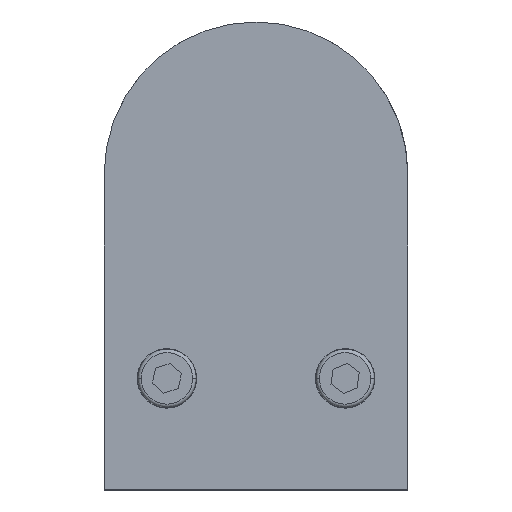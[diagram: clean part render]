
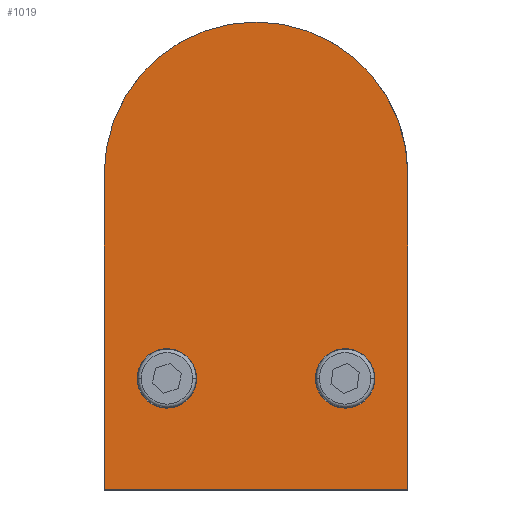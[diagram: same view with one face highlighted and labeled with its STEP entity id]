
A CAD part, top view. The second image highlights one B-rep face of the part: STEP entity #1019.
In plain terms, the highlighted planar face has unit normal (0, 0, 1).
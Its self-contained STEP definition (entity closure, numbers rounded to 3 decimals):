
#90 = ORIENTED_EDGE ( 'NONE', *, *, #2509, .F. ) ;
#142 = EDGE_CURVE ( 'NONE', #2708, #2574, #1401, .T. ) ;
#235 = AXIS2_PLACEMENT_3D ( 'NONE', #1558, #766, #1812 ) ;
#262 = CARTESIAN_POINT ( 'NONE',  ( 23., 57., 14.25 ) ) ;
#264 = VERTEX_POINT ( 'NONE', #492 ) ;
#277 = PLANE ( 'NONE',  #235 ) ;
#300 = VERTEX_POINT ( 'NONE', #2340 ) ;
#301 = ORIENTED_EDGE ( 'NONE', *, *, #2939, .T. ) ;
#353 = CARTESIAN_POINT ( 'NONE',  ( 9., 26., 14.25 ) ) ;
#407 = DIRECTION ( 'NONE',  ( 0., 0., 1. ) ) ;
#492 = CARTESIAN_POINT ( 'NONE',  ( -18., 26., 14.25 ) ) ;
#626 = VECTOR ( 'NONE', #2037, 1000. ) ;
#675 = CARTESIAN_POINT ( 'NONE',  ( 18., 26., 14.25 ) ) ;
#722 = CARTESIAN_POINT ( 'NONE',  ( 23., 0., 14.25 ) ) ;
#766 = DIRECTION ( 'NONE',  ( 0., 0., 1. ) ) ;
#779 = FACE_OUTER_BOUND ( 'NONE', #2079, .T. ) ;
#898 = CIRCLE ( 'NONE', #2820, 4.5 ) ;
#954 = EDGE_CURVE ( 'NONE', #264, #2858, #1338, .T. ) ;
#1019 = ADVANCED_FACE ( 'NONE', ( #3124, #1800, #779 ), #277, .T. ) ;
#1036 = EDGE_CURVE ( 'NONE', #2530, #300, #1272, .T. ) ;
#1151 = ORIENTED_EDGE ( 'NONE', *, *, #2674, .T. ) ;
#1168 = CARTESIAN_POINT ( 'NONE',  ( 13.5, 26., 14.25 ) ) ;
#1209 = ORIENTED_EDGE ( 'NONE', *, *, #2233, .F. ) ;
#1227 = AXIS2_PLACEMENT_3D ( 'NONE', #1643, #1884, #2394 ) ;
#1272 = LINE ( 'NONE', #2329, #2225 ) ;
#1288 = DIRECTION ( 'NONE',  ( 0., 0., 1. ) ) ;
#1309 = DIRECTION ( 'NONE',  ( -1., 0., 0. ) ) ;
#1338 = CIRCLE ( 'NONE', #3373, 4.5 ) ;
#1382 = CIRCLE ( 'NONE', #3136, 23. ) ;
#1401 = CIRCLE ( 'NONE', #3328, 4.5 ) ;
#1427 = CARTESIAN_POINT ( 'NONE',  ( -13.5, 26., 14.25 ) ) ;
#1463 = DIRECTION ( 'NONE',  ( 1., 0., 0. ) ) ;
#1480 = ORIENTED_EDGE ( 'NONE', *, *, #142, .F. ) ;
#1522 = LINE ( 'NONE', #722, #626 ) ;
#1546 = CARTESIAN_POINT ( 'NONE',  ( 45.1, 9.142, 14.25 ) ) ;
#1558 = CARTESIAN_POINT ( 'NONE',  ( 0., 57., 14.25 ) ) ;
#1562 = LINE ( 'NONE', #1546, #3080 ) ;
#1643 = CARTESIAN_POINT ( 'NONE',  ( 13.5, 26., 14.25 ) ) ;
#1714 = DIRECTION ( 'NONE',  ( 0., 0., 1. ) ) ;
#1726 = DIRECTION ( 'NONE',  ( 1., 0., 0. ) ) ;
#1748 = ORIENTED_EDGE ( 'NONE', *, *, #1036, .T. ) ;
#1800 = FACE_BOUND ( 'NONE', #2849, .T. ) ;
#1812 = DIRECTION ( 'NONE',  ( 1., 0., 0. ) ) ;
#1884 = DIRECTION ( 'NONE',  ( 0., 0., 1. ) ) ;
#2015 = ORIENTED_EDGE ( 'NONE', *, *, #954, .F. ) ;
#2037 = DIRECTION ( 'NONE',  ( 0., 1., 0. ) ) ;
#2079 = EDGE_LOOP ( 'NONE', ( #1209, #301, #1151, #1748 ) ) ;
#2189 = CARTESIAN_POINT ( 'NONE',  ( -23., 57., 14.25 ) ) ;
#2221 = DIRECTION ( 'NONE',  ( 0., 0., 1. ) ) ;
#2225 = VECTOR ( 'NONE', #2860, 1000. ) ;
#2233 = EDGE_CURVE ( 'NONE', #2596, #300, #1562, .T. ) ;
#2329 = CARTESIAN_POINT ( 'NONE',  ( -23., 0., 14.25 ) ) ;
#2340 = CARTESIAN_POINT ( 'NONE',  ( -23., 9.142, 14.25 ) ) ;
#2393 = DIRECTION ( 'NONE',  ( 1., 0., 0. ) ) ;
#2394 = DIRECTION ( 'NONE',  ( 1., 0., 0. ) ) ;
#2407 = VERTEX_POINT ( 'NONE', #262 ) ;
#2411 = ORIENTED_EDGE ( 'NONE', *, *, #2713, .F. ) ;
#2421 = CARTESIAN_POINT ( 'NONE',  ( -9., 26., 14.25 ) ) ;
#2463 = CARTESIAN_POINT ( 'NONE',  ( 23., 9.142, 14.25 ) ) ;
#2509 = EDGE_CURVE ( 'NONE', #2574, #2708, #2872, .T. ) ;
#2530 = VERTEX_POINT ( 'NONE', #2189 ) ;
#2574 = VERTEX_POINT ( 'NONE', #353 ) ;
#2596 = VERTEX_POINT ( 'NONE', #2463 ) ;
#2664 = EDGE_LOOP ( 'NONE', ( #2411, #2015 ) ) ;
#2674 = EDGE_CURVE ( 'NONE', #2407, #2530, #1382, .T. ) ;
#2708 = VERTEX_POINT ( 'NONE', #675 ) ;
#2713 = EDGE_CURVE ( 'NONE', #2858, #264, #898, .T. ) ;
#2820 = AXIS2_PLACEMENT_3D ( 'NONE', #1427, #407, #1463 ) ;
#2849 = EDGE_LOOP ( 'NONE', ( #1480, #90 ) ) ;
#2858 = VERTEX_POINT ( 'NONE', #2421 ) ;
#2860 = DIRECTION ( 'NONE',  ( 0., -1., 0. ) ) ;
#2872 = CIRCLE ( 'NONE', #1227, 4.5 ) ;
#2939 = EDGE_CURVE ( 'NONE', #2596, #2407, #1522, .T. ) ;
#3025 = DIRECTION ( 'NONE',  ( 1., 0., 0. ) ) ;
#3080 = VECTOR ( 'NONE', #1309, 1000. ) ;
#3124 = FACE_BOUND ( 'NONE', #2664, .T. ) ;
#3136 = AXIS2_PLACEMENT_3D ( 'NONE', #3287, #1714, #3025 ) ;
#3139 = CARTESIAN_POINT ( 'NONE',  ( -13.5, 26., 14.25 ) ) ;
#3287 = CARTESIAN_POINT ( 'NONE',  ( 0., 57., 14.25 ) ) ;
#3328 = AXIS2_PLACEMENT_3D ( 'NONE', #1168, #2221, #1726 ) ;
#3373 = AXIS2_PLACEMENT_3D ( 'NONE', #3139, #1288, #2393 ) ;
